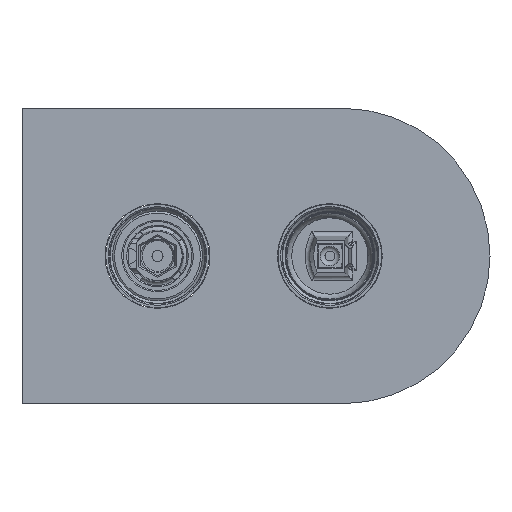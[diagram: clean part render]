
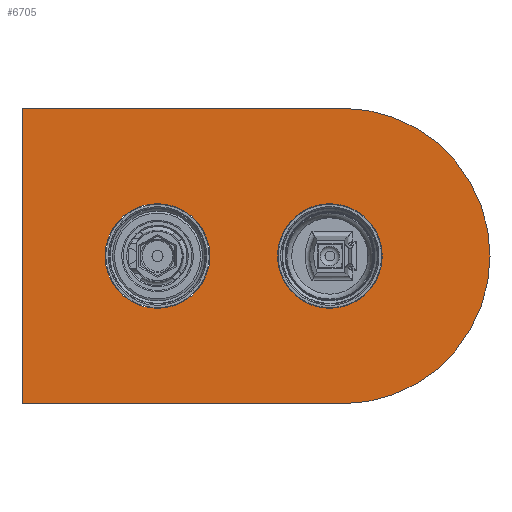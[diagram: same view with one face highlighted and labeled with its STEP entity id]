
A CAD part, left-side view. The second image highlights one B-rep face of the part: STEP entity #6705.
In plain terms, the highlighted planar face has unit normal (-1, 0, 0).
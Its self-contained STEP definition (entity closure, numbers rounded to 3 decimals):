
#153 = LINE ( 'NONE', #9171, #11231 ) ;
#367 = VECTOR ( 'NONE', #10271, 1000. ) ;
#537 = ORIENTED_EDGE ( 'NONE', *, *, #7330, .F. ) ;
#706 = EDGE_CURVE ( 'NONE', #5562, #5562, #5278, .T. ) ;
#846 = CARTESIAN_POINT ( 'NONE',  ( -84.348, 162., 23. ) ) ;
#929 = CARTESIAN_POINT ( 'NONE',  ( -84.348, 32., -37. ) ) ;
#996 = EDGE_LOOP ( 'NONE', ( #2997 ) ) ;
#1072 = DIRECTION ( 'NONE',  ( 0., 0., 1. ) ) ;
#1320 = AXIS2_PLACEMENT_3D ( 'NONE', #9483, #11403, #11448 ) ;
#1370 = CIRCLE ( 'NONE', #11233, 21.25 ) ;
#1399 = CARTESIAN_POINT ( 'NONE',  ( -84.348, 107., -15.75 ) ) ;
#1641 = CARTESIAN_POINT ( 'NONE',  ( -84.348, 32., 23. ) ) ;
#1882 = DIRECTION ( 'NONE',  ( -1., 0., 0. ) ) ;
#1974 = CARTESIAN_POINT ( 'NONE',  ( -84.348, 32., -37. ) ) ;
#2124 = FACE_BOUND ( 'NONE', #996, .T. ) ;
#2698 = ORIENTED_EDGE ( 'NONE', *, *, #12401, .T. ) ;
#2997 = ORIENTED_EDGE ( 'NONE', *, *, #706, .F. ) ;
#3153 = EDGE_CURVE ( 'NONE', #6255, #4766, #153, .T. ) ;
#3677 = VERTEX_POINT ( 'NONE', #4708 ) ;
#3757 = PLANE ( 'NONE',  #6665 ) ;
#3798 = DIRECTION ( 'NONE',  ( 0., 0., 1. ) ) ;
#4173 = EDGE_CURVE ( 'NONE', #3677, #6255, #4781, .T. ) ;
#4708 = CARTESIAN_POINT ( 'NONE',  ( -84.348, 32., 23. ) ) ;
#4766 = VERTEX_POINT ( 'NONE', #10432 ) ;
#4781 = LINE ( 'NONE', #1641, #367 ) ;
#4833 = CARTESIAN_POINT ( 'NONE',  ( -84.348, 37., -37. ) ) ;
#4931 = DIRECTION ( 'NONE',  ( -1., 0., 0. ) ) ;
#5115 = VERTEX_POINT ( 'NONE', #5270 ) ;
#5270 = CARTESIAN_POINT ( 'NONE',  ( -84.348, 37., -15.75 ) ) ;
#5278 = CIRCLE ( 'NONE', #1320, 21.25 ) ;
#5472 = ORIENTED_EDGE ( 'NONE', *, *, #7565, .T. ) ;
#5562 = VERTEX_POINT ( 'NONE', #1399 ) ;
#6226 = DIRECTION ( 'NONE',  ( 0., 0., -1. ) ) ;
#6255 = VERTEX_POINT ( 'NONE', #846 ) ;
#6328 = CIRCLE ( 'NONE', #8415, 60. ) ;
#6409 = FACE_BOUND ( 'NONE', #11237, .T. ) ;
#6665 = AXIS2_PLACEMENT_3D ( 'NONE', #929, #1882, #10526 ) ;
#6705 = ADVANCED_FACE ( 'NONE', ( #6409, #2124, #8393 ), #3757, .T. ) ;
#7330 = EDGE_CURVE ( 'NONE', #5115, #5115, #1370, .T. ) ;
#7565 = EDGE_CURVE ( 'NONE', #4766, #11485, #9737, .T. ) ;
#7782 = VECTOR ( 'NONE', #8784, 1000. ) ;
#8393 = FACE_OUTER_BOUND ( 'NONE', #11484, .T. ) ;
#8415 = AXIS2_PLACEMENT_3D ( 'NONE', #1974, #4931, #1072 ) ;
#8475 = CARTESIAN_POINT ( 'NONE',  ( -84.348, 162., -97. ) ) ;
#8784 = DIRECTION ( 'NONE',  ( 0., -1., 0. ) ) ;
#9055 = ORIENTED_EDGE ( 'NONE', *, *, #3153, .T. ) ;
#9171 = CARTESIAN_POINT ( 'NONE',  ( -84.348, 162., 23. ) ) ;
#9483 = CARTESIAN_POINT ( 'NONE',  ( -84.348, 107., -37. ) ) ;
#9737 = LINE ( 'NONE', #8475, #7782 ) ;
#9846 = CARTESIAN_POINT ( 'NONE',  ( -84.348, 32., -97. ) ) ;
#10271 = DIRECTION ( 'NONE',  ( 0., 1., 0. ) ) ;
#10432 = CARTESIAN_POINT ( 'NONE',  ( -84.348, 162., -97. ) ) ;
#10526 = DIRECTION ( 'NONE',  ( 0., 0., 1. ) ) ;
#10563 = DIRECTION ( 'NONE',  ( -1., 0., 0. ) ) ;
#10589 = ORIENTED_EDGE ( 'NONE', *, *, #4173, .T. ) ;
#11231 = VECTOR ( 'NONE', #6226, 1000. ) ;
#11233 = AXIS2_PLACEMENT_3D ( 'NONE', #4833, #10563, #3798 ) ;
#11237 = EDGE_LOOP ( 'NONE', ( #537 ) ) ;
#11403 = DIRECTION ( 'NONE',  ( -1., 0., 0. ) ) ;
#11448 = DIRECTION ( 'NONE',  ( 0., 0., 1. ) ) ;
#11484 = EDGE_LOOP ( 'NONE', ( #10589, #9055, #5472, #2698 ) ) ;
#11485 = VERTEX_POINT ( 'NONE', #9846 ) ;
#12401 = EDGE_CURVE ( 'NONE', #11485, #3677, #6328, .T. ) ;
